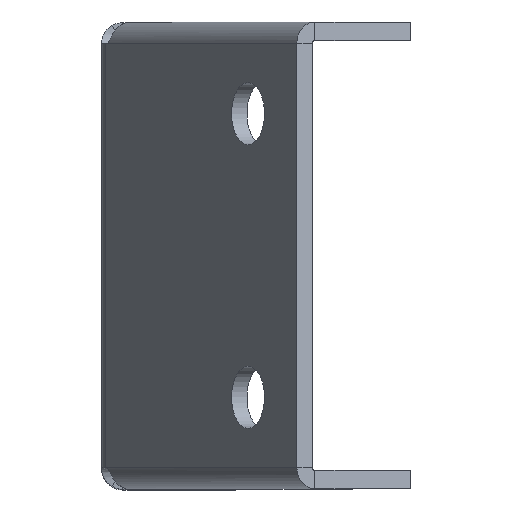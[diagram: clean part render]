
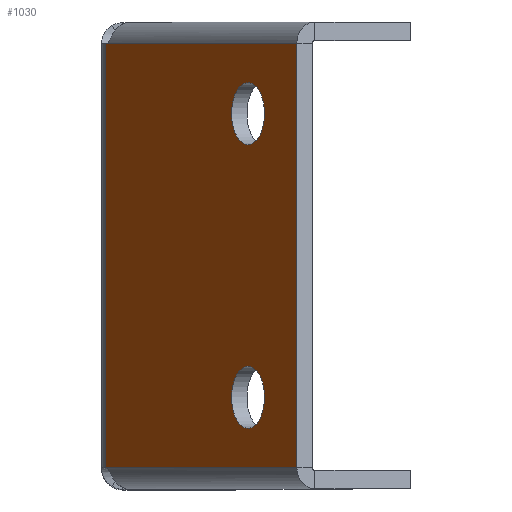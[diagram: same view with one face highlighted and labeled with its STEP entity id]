
A CAD part, top view. The second image highlights one B-rep face of the part: STEP entity #1030.
In plain terms, the highlighted planar face has unit normal (-0.846, 0, 0.533).
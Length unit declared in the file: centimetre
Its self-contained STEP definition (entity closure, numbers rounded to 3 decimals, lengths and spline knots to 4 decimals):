
#50=FACE_BOUND('',#135,.T.);
#51=FACE_BOUND('',#136,.T.);
#66=FACE_OUTER_BOUND('',#134,.T.);
#134=EDGE_LOOP('',(#713,#714,#715,#716,#717,#718));
#135=EDGE_LOOP('',(#719));
#136=EDGE_LOOP('',(#720));
#214=CIRCLE('',#1108,0.15);
#215=CIRCLE('',#1109,0.15);
#216=CIRCLE('',#1110,0.5075);
#217=CIRCLE('',#1111,0.5075);
#249=LINE('',#1607,#353);
#250=LINE('',#1613,#354);
#251=LINE('',#1615,#355);
#252=LINE('',#1617,#356);
#353=VECTOR('',#1229,6.9527);
#354=VECTOR('',#1236,0.15);
#355=VECTOR('',#1237,6.95);
#356=VECTOR('',#1238,5.7);
#462=VERTEX_POINT('',#1600);
#464=VERTEX_POINT('',#1606);
#465=VERTEX_POINT('',#1610);
#466=VERTEX_POINT('',#1612);
#467=VERTEX_POINT('',#1614);
#468=VERTEX_POINT('',#1616);
#469=VERTEX_POINT('',#1619);
#470=VERTEX_POINT('',#1621);
#556=EDGE_CURVE('',#464,#462,#249,.T.);
#558=EDGE_CURVE('',#465,#462,#214,.T.);
#559=EDGE_CURVE('',#465,#466,#250,.T.);
#560=EDGE_CURVE('',#467,#466,#251,.T.);
#561=EDGE_CURVE('',#467,#468,#252,.T.);
#562=EDGE_CURVE('',#464,#468,#215,.T.);
#563=EDGE_CURVE('',#469,#469,#216,.T.);
#564=EDGE_CURVE('',#470,#470,#217,.T.);
#713=ORIENTED_EDGE('',*,*,#556,.T.);
#714=ORIENTED_EDGE('',*,*,#558,.F.);
#715=ORIENTED_EDGE('',*,*,#559,.T.);
#716=ORIENTED_EDGE('',*,*,#560,.F.);
#717=ORIENTED_EDGE('',*,*,#561,.T.);
#718=ORIENTED_EDGE('',*,*,#562,.F.);
#719=ORIENTED_EDGE('',*,*,#563,.F.);
#720=ORIENTED_EDGE('',*,*,#564,.F.);
#982=PLANE('',#1107);
#1030=ADVANCED_FACE('',(#66,#50,#51),#982,.T.);
#1107=AXIS2_PLACEMENT_3D('',#1609,#1232,#1233);
#1108=AXIS2_PLACEMENT_3D('',#1611,#1234,#1235);
#1109=AXIS2_PLACEMENT_3D('',#1618,#1239,#1240);
#1110=AXIS2_PLACEMENT_3D('',#1620,#1241,#1242);
#1111=AXIS2_PLACEMENT_3D('',#1622,#1243,#1244);
#1229=DIRECTION('',(0.,-1.,0.));
#1232=DIRECTION('center_axis',(-0.846,0.,0.533));
#1233=DIRECTION('ref_axis',(0.533,0.,0.846));
#1234=DIRECTION('center_axis',(-0.846,0.,0.533));
#1235=DIRECTION('ref_axis',(0.,1.,0.));
#1236=DIRECTION('',(0.533,0.,0.846));
#1237=DIRECTION('',(0.,-1.,0.));
#1238=DIRECTION('',(-0.533,0.,-0.846));
#1239=DIRECTION('center_axis',(-0.846,0.,0.533));
#1240=DIRECTION('ref_axis',(-0.071,-0.991,-0.113));
#1241=DIRECTION('center_axis',(-0.846,0.,0.533));
#1242=DIRECTION('ref_axis',(0.533,0.,0.846));
#1243=DIRECTION('center_axis',(-0.846,0.,0.533));
#1244=DIRECTION('ref_axis',(0.533,0.,0.846));
#1600=CARTESIAN_POINT('',(35.6233,-3.4763,29.1894));
#1606=CARTESIAN_POINT('',(35.6233,3.4763,29.1894));
#1607=CARTESIAN_POINT('',(35.6233,3.4763,29.1894));
#1609=CARTESIAN_POINT('Origin',(35.554,-3.825,29.0795));
#1610=CARTESIAN_POINT('',(35.634,-3.475,29.2063));
#1611=CARTESIAN_POINT('Origin',(35.634,-3.625,29.2063));
#1612=CARTESIAN_POINT('',(38.7537,-3.475,34.1551));
#1613=CARTESIAN_POINT('',(35.634,-3.475,29.2063));
#1614=CARTESIAN_POINT('',(38.7537,3.475,34.1551));
#1615=CARTESIAN_POINT('',(38.7537,3.475,34.1551));
#1616=CARTESIAN_POINT('',(35.634,3.475,29.2063));
#1617=CARTESIAN_POINT('',(38.7537,3.475,34.1551));
#1618=CARTESIAN_POINT('Origin',(35.634,3.625,29.2063));
#1619=CARTESIAN_POINT('',(38.2244,2.325,33.3155));
#1620=CARTESIAN_POINT('Origin',(37.9538,2.325,32.8862));
#1621=CARTESIAN_POINT('',(38.2244,-2.325,33.3155));
#1622=CARTESIAN_POINT('Origin',(37.9538,-2.325,32.8862));
